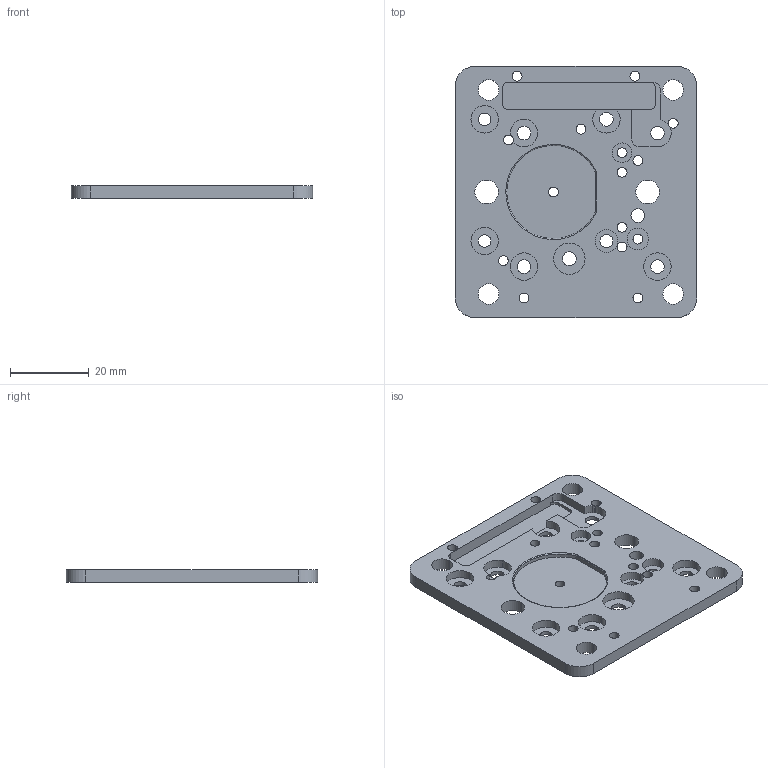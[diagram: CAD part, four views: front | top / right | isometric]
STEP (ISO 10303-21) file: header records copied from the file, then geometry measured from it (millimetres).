
FILE_DESCRIPTION (( 'STEP AP203' ), '1' );
FILE_NAME ('XC-TP-V2.STEP', '2021-07-08T20:38:08', ( '' ), ( '' ), 'SwSTEP 2.0', 'SolidWorks 2020', '' );
FILE_SCHEMA (( 'CONFIG_CONTROL_DESIGN' ));
Length unit declared in the file: millimetre
Products named in the file (1): XC-TP-V2
Bounding box: 61.5 x 64 x 3.18 mm (x, y, z)
Volume: 9397.7 mm3; surface area: 9584.9 mm2
Topology: 1 solids, 1 shells, 128 faces, 348 edges, 231 vertices
Faces by surface type: cylinder 98, plane 28, torus 2
Entity records: 4370 total; most frequent: DIRECTION 801, CARTESIAN_POINT 738, ORIENTED_EDGE 696, EDGE_CURVE 348, AXIS2_PLACEMENT_3D 328, VERTEX_POINT 231, CIRCLE 199, EDGE_LOOP 199
